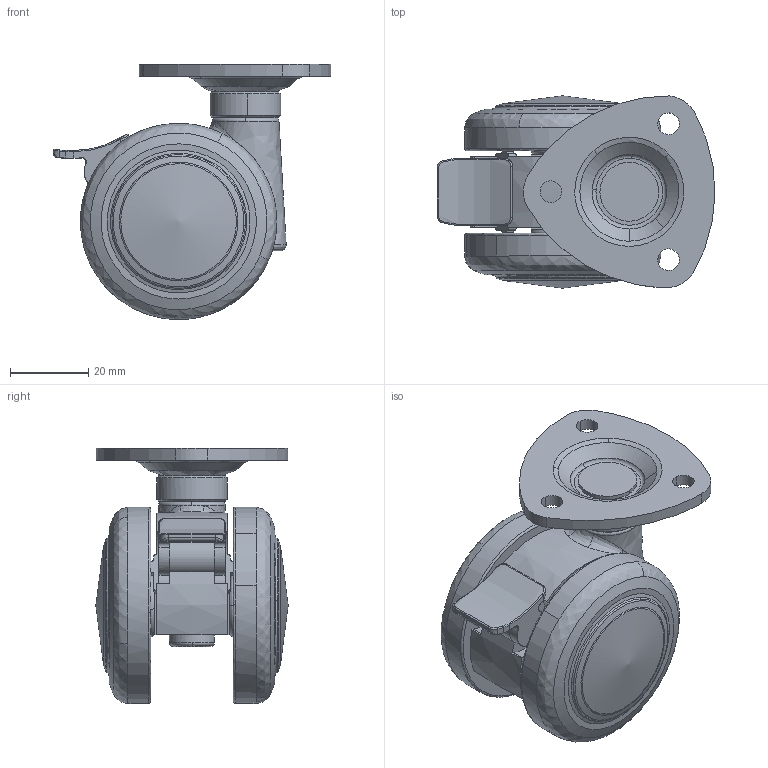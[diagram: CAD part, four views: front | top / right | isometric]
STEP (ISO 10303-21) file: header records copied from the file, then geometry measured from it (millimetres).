
FILE_DESCRIPTION((''),'2;1');
FILE_NAME('','2005-12-16T13:18:38',(''),(''),'','CADfix','');
FILE_SCHEMA(('AUTOMOTIVE_DESIGN'));
Length unit declared in the file: millimetre
Products named in the file (6): wheel; mounting plate; main shaft; lever; body; TE50S_3664_36
Assembly tree (6 placements, depth 2):
  TE50S_3664_36
    wheel  x2
    mounting plate
    main shaft
    lever
    body
Bounding box: 70.82 x 49 x 65 mm (x, y, z)
Volume: 68150.8 mm3; surface area: 31771.6 mm2
Topology: 6 solids, 6 shells, 244 faces, 749 edges, 536 vertices
Faces by surface type: bspline 244
Entity records: 10532 total; most frequent: CARTESIAN_POINT 6928, ORIENTED_EDGE 1302, EDGE_CURVE 651, VERTEX_POINT 460, EDGE_LOOP 247, FACE_OUTER_BOUND 216, ADVANCED_FACE 216, QUASI_UNIFORM_CURVE 184
